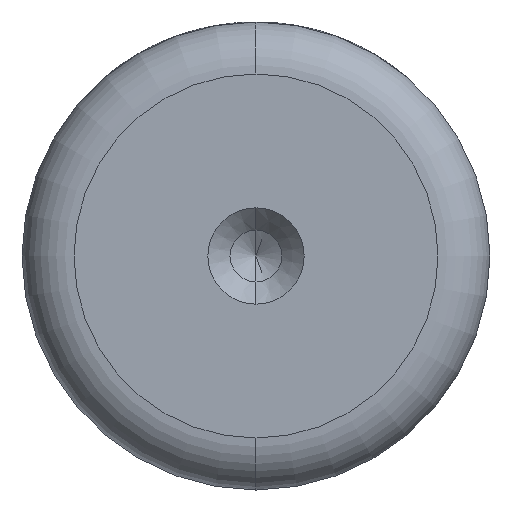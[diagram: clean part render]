
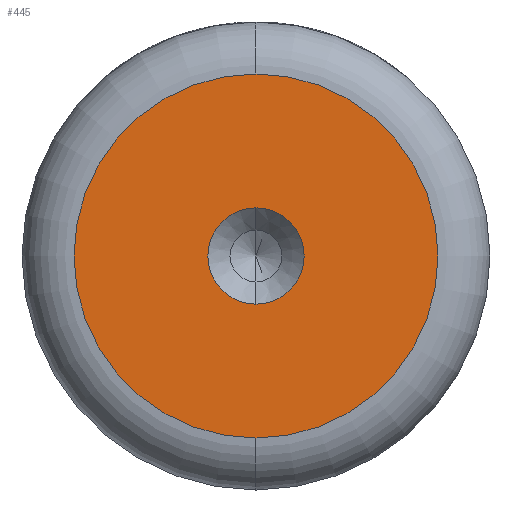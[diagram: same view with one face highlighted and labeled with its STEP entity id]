
A CAD part, left-side view. The second image highlights one B-rep face of the part: STEP entity #445.
In plain terms, the highlighted planar face has unit normal (-1, 0, 0).
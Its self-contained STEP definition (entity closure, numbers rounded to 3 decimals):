
#8 = EDGE_CURVE ( 'NONE', #558, #651, #213, .T. ) ;
#57 = CARTESIAN_POINT ( 'NONE',  ( 0., 0., 0. ) ) ;
#114 = VERTEX_POINT ( 'NONE', #1315 ) ;
#148 = CARTESIAN_POINT ( 'NONE',  ( 0., 0., 1.85 ) ) ;
#166 = DIRECTION ( 'NONE',  ( 0., 0., 1. ) ) ;
#185 = ORIENTED_EDGE ( 'NONE', *, *, #726, .F. ) ;
#213 = CIRCLE ( 'NONE', #1128, 1.85 ) ;
#241 = FACE_OUTER_BOUND ( 'NONE', #409, .T. ) ;
#323 = CARTESIAN_POINT ( 'NONE',  ( 0., 0., 0. ) ) ;
#324 = ORIENTED_EDGE ( 'NONE', *, *, #746, .T. ) ;
#363 = EDGE_LOOP ( 'NONE', ( #185, #1018 ) ) ;
#381 = ORIENTED_EDGE ( 'NONE', *, *, #527, .T. ) ;
#409 = EDGE_LOOP ( 'NONE', ( #381, #324 ) ) ;
#427 = DIRECTION ( 'NONE',  ( 0., 0., 1. ) ) ;
#445 = ADVANCED_FACE ( 'NONE', ( #464, #241 ), #964, .T. ) ;
#464 = FACE_BOUND ( 'NONE', #363, .T. ) ;
#469 = CARTESIAN_POINT ( 'NONE',  ( 0., 0., 0. ) ) ;
#491 = DIRECTION ( 'NONE',  ( -1., 0., 0. ) ) ;
#526 = AXIS2_PLACEMENT_3D ( 'NONE', #57, #803, #166 ) ;
#527 = EDGE_CURVE ( 'NONE', #114, #937, #1053, .T. ) ;
#558 = VERTEX_POINT ( 'NONE', #636 ) ;
#636 = CARTESIAN_POINT ( 'NONE',  ( 0., 0., -1.85 ) ) ;
#651 = VERTEX_POINT ( 'NONE', #148 ) ;
#654 = CIRCLE ( 'NONE', #526, 7. ) ;
#655 = DIRECTION ( 'NONE',  ( -1., 0., 0. ) ) ;
#689 = CIRCLE ( 'NONE', #772, 1.85 ) ;
#726 = EDGE_CURVE ( 'NONE', #651, #558, #689, .T. ) ;
#746 = EDGE_CURVE ( 'NONE', #937, #114, #654, .T. ) ;
#772 = AXIS2_PLACEMENT_3D ( 'NONE', #1112, #491, #1219 ) ;
#778 = CARTESIAN_POINT ( 'NONE',  ( 0., 0., -7. ) ) ;
#780 = DIRECTION ( 'NONE',  ( 0., 0., 1. ) ) ;
#797 = DIRECTION ( 'NONE',  ( -1., 0., 0. ) ) ;
#803 = DIRECTION ( 'NONE',  ( -1., 0., 0. ) ) ;
#865 = CARTESIAN_POINT ( 'NONE',  ( 0., 0., 0. ) ) ;
#869 = AXIS2_PLACEMENT_3D ( 'NONE', #323, #1045, #427 ) ;
#937 = VERTEX_POINT ( 'NONE', #778 ) ;
#964 = PLANE ( 'NONE',  #982 ) ;
#982 = AXIS2_PLACEMENT_3D ( 'NONE', #865, #655, #1077 ) ;
#1018 = ORIENTED_EDGE ( 'NONE', *, *, #8, .F. ) ;
#1045 = DIRECTION ( 'NONE',  ( -1., 0., 0. ) ) ;
#1053 = CIRCLE ( 'NONE', #869, 7. ) ;
#1077 = DIRECTION ( 'NONE',  ( 0., 0., 1. ) ) ;
#1112 = CARTESIAN_POINT ( 'NONE',  ( 0., 0., 0. ) ) ;
#1128 = AXIS2_PLACEMENT_3D ( 'NONE', #469, #797, #780 ) ;
#1219 = DIRECTION ( 'NONE',  ( 0., 0., 1. ) ) ;
#1315 = CARTESIAN_POINT ( 'NONE',  ( 0., 0., 7. ) ) ;
